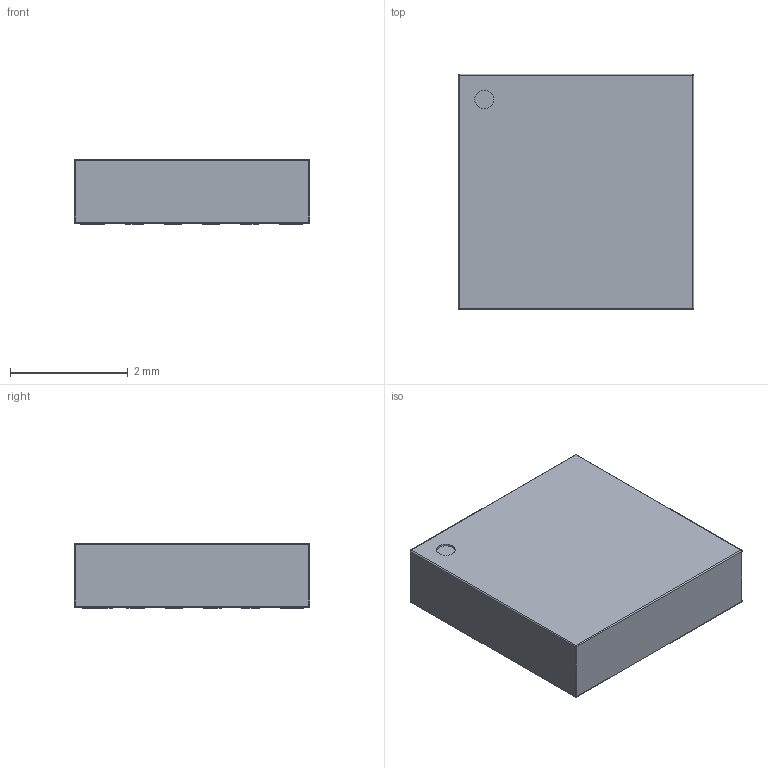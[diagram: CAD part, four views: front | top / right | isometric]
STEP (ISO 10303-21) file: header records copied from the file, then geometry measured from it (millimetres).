
FILE_DESCRIPTION(/* description */ ('Unknown'),/* implementation_level */ '2;1');
FILE_NAME(/* name */ 'I3G4250DTR',/* time_stamp */ '2023-09-07T10:48:14+02:00',/* author */ ('Unknown'),/* organization */ ('Unknown'),/* preprocessor_version */ 'ST-DEVELOPER v18.102',/* originating_system */ 'Solid Edge',/* authorisation */ 'Unknown');
FILE_SCHEMA (('AUTOMOTIVE_DESIGN {1 0 10303 214 3 1 1}'));
Length unit declared in the file: millimetre
Products named in the file (1): I3G4250DTR
Bounding box: 4 x 4 x 1.1 mm (x, y, z)
Volume: 17.3 mm3; surface area: 49.5 mm2
Topology: 1 solids, 1 shells, 110 faces, 255 edges, 157 vertices
Faces by surface type: plane 88, cylinder 14, sphere 8
Full cylindrical faces by diameter (mm): 0.3 x1, 0.32 x1
Entity records: 3771 total; most frequent: CARTESIAN_POINT 511, DIRECTION 494, ORIENTED_EDGE 488, EDGE_CURVE 244, LINE 216, VECTOR 216, VERTEX_POINT 156, AXIS2_PLACEMENT_3D 139
